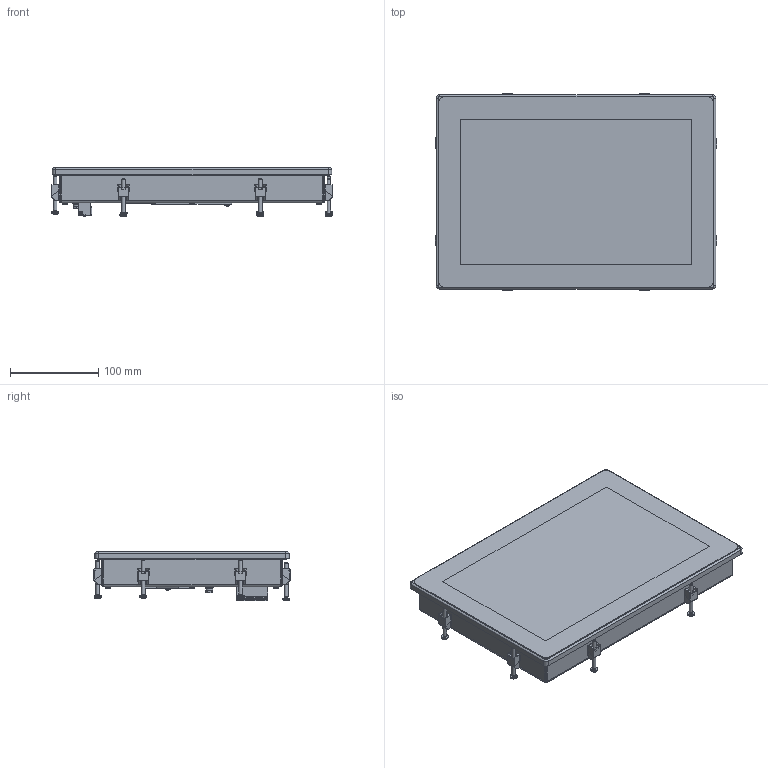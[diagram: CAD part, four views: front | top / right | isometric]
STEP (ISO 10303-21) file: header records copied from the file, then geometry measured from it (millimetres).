
FILE_DESCRIPTION(/* description */ (''),/* implementation_level */ '2;1');
FILE_NAME(/* name */ 'TD820-HMI_V2_web.stp',/* time_stamp */ '2024-12-16T08:52:05+01:00',/* author */ ('ut3'),/* organization */ (''),/* preprocessor_version */ 'ST-DEVELOPER v20',/* originating_system */ 'Autodesk Inventor 2025',/* authorisation */ '');
FILE_SCHEMA (('AUTOMOTIVE_DESIGN { 1 0 10303 214 3 1 1 }'));
Products named in the file (1): TD820-HMI_V2_Semplifica_1
Bounding box: 318.7 x 222.5 x 56.56 mm (x, y, z)
Volume: 2573440.3 mm3; surface area: 227500.7 mm2
Topology: 1 solids, 1 shells, 3250 faces, 8135 edges, 4938 vertices
Faces by surface type: plane 1454, cylinder 955, bspline 436, cone 187, sphere 121, torus 97
Full cylindrical faces by diameter (mm): 0.457 x1, 2.459 x8, 3.621 x8, 4 x23, 8 x2, 9 x1
Entity records: 127364 total; most frequent: CARTESIAN_POINT 48852, ORIENTED_EDGE 16236, DIRECTION 15224, EDGE_CURVE 8118, AXIS2_PLACEMENT_3D 5474, VERTEX_POINT 4938, LINE 4276, VECTOR 4276
